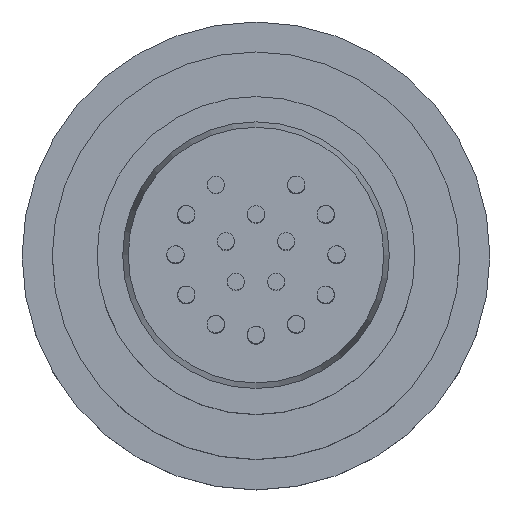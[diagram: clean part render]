
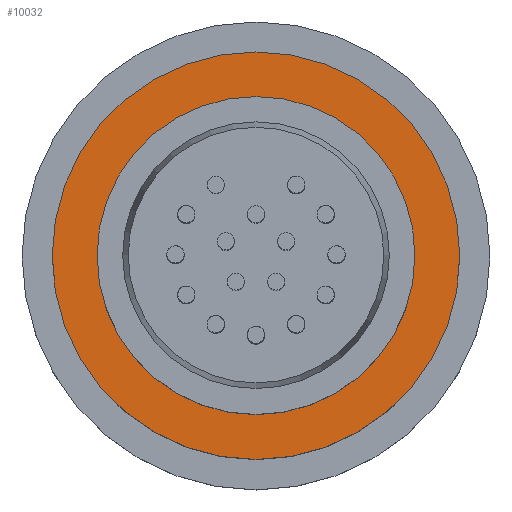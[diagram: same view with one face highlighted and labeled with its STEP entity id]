
A CAD part, top view. The second image highlights one B-rep face of the part: STEP entity #10032.
In plain terms, the highlighted planar face has unit normal (0, 0, 1).
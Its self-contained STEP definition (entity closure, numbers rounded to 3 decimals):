
#194=FACE_BOUND($,#2727,.T.);
#195=FACE_BOUND($,#2728,.T.);
#321=CIRCLE($,#10517,15.8);
#322=CIRCLE($,#10519,20.25);
#2727=EDGE_LOOP($,(#9193));
#2728=EDGE_LOOP($,(#9194));
#5214=VERTEX_POINT($,#26131);
#5215=VERTEX_POINT($,#26134);
#6536=EDGE_CURVE($,#5214,#5214,#321,.T.);
#6537=EDGE_CURVE($,#5215,#5215,#322,.T.);
#9193=ORIENTED_EDGE($,*,*,#6536,.T.);
#9194=ORIENTED_EDGE($,*,*,#6537,.F.);
#9468=PLANE($,#10521);
#10032=ADVANCED_FACE($,(#194,#195),#9468,.F.);
#10517=AXIS2_PLACEMENT_3D($,#26132,#12274,#12275);
#10519=AXIS2_PLACEMENT_3D($,#26135,#12278,#12279);
#10521=AXIS2_PLACEMENT_3D($,#26138,#12282,#12283);
#12274=DIRECTION('center_axis',(0.,0.,-1.));
#12275=DIRECTION('ref_axis',(-1.,0.,0.));
#12278=DIRECTION('center_axis',(0.,0.,-1.));
#12279=DIRECTION('ref_axis',(-1.,0.,0.));
#12282=DIRECTION('center_axis',(0.,0.,-1.));
#12283=DIRECTION('ref_axis',(-1.,0.,0.));
#26131=CARTESIAN_POINT('',(15.8,0.,29.));
#26132=CARTESIAN_POINT('Origin',(0.,0.,29.));
#26134=CARTESIAN_POINT('',(20.25,0.,29.));
#26135=CARTESIAN_POINT('Origin',(0.,0.,29.));
#26138=CARTESIAN_POINT('Origin',(0.,0.,29.));
